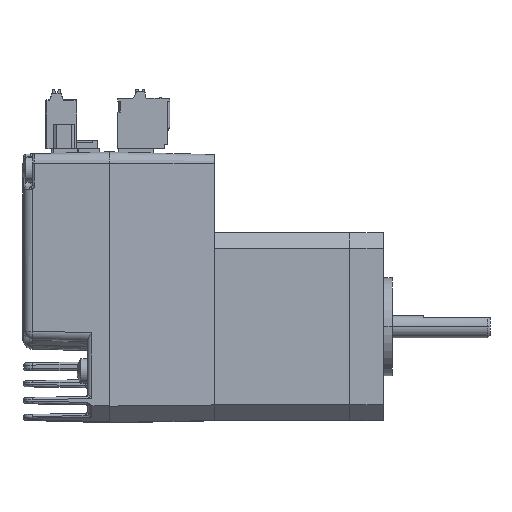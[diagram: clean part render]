
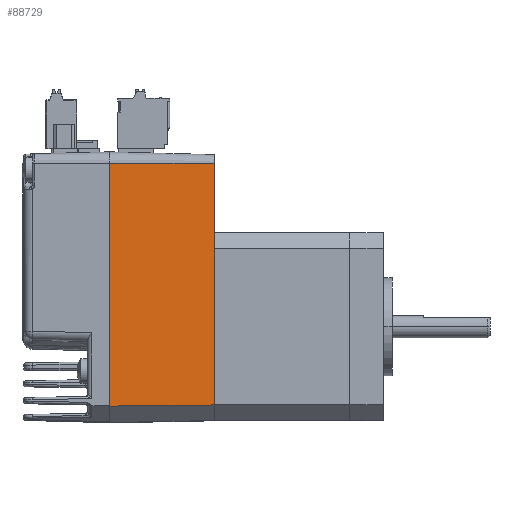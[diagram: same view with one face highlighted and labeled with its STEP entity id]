
A CAD part, top view. The second image highlights one B-rep face of the part: STEP entity #88729.
In plain terms, the highlighted face is planar.
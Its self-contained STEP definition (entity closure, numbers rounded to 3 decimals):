
#9476 = ORIENTED_EDGE ( 'NONE', *, *, #43398, .F. ) ;
#9852 = DIRECTION ( 'NONE',  ( 1., 0., 0. ) ) ;
#12847 = VECTOR ( 'NONE', #131388, 1000. ) ;
#19623 = CARTESIAN_POINT ( 'NONE',  ( -17.65, 0., 21.15 ) ) ;
#30972 = VECTOR ( 'NONE', #117890, 1000. ) ;
#31675 = LINE ( 'NONE', #19623, #62709 ) ;
#33307 = VERTEX_POINT ( 'NONE', #37690 ) ;
#34777 = EDGE_CURVE ( 'NONE', #120402, #95369, #31675, .T. ) ;
#37690 = CARTESIAN_POINT ( 'NONE',  ( 36.75, 23.5, 21.765 ) ) ;
#41742 = CARTESIAN_POINT ( 'NONE',  ( -17.65, 23.5, 21.765 ) ) ;
#43398 = EDGE_CURVE ( 'NONE', #141938, #33307, #55498, .T. ) ;
#46203 = AXIS2_PLACEMENT_3D ( 'NONE', #52085, #74715, #107507 ) ;
#49171 = ORIENTED_EDGE ( 'NONE', *, *, #34777, .T. ) ;
#49910 = CARTESIAN_POINT ( 'NONE',  ( 36.75, 0., 21.15 ) ) ;
#51549 = DIRECTION ( 'NONE',  ( 1., 0., 0. ) ) ;
#52085 = CARTESIAN_POINT ( 'NONE',  ( -17.65, 0., 21.15 ) ) ;
#55498 = LINE ( 'NONE', #41742, #108935 ) ;
#56906 = EDGE_LOOP ( 'NONE', ( #9476, #100173, #49171, #132758 ) ) ;
#62709 = VECTOR ( 'NONE', #51549, 1000. ) ;
#67258 = EDGE_CURVE ( 'NONE', #141938, #120402, #130197, .T. ) ;
#72133 = CARTESIAN_POINT ( 'NONE',  ( 36.75, 0., 21.15 ) ) ;
#73618 = EDGE_CURVE ( 'NONE', #33307, #95369, #75845, .T. ) ;
#74715 = DIRECTION ( 'NONE',  ( 0., -0.026, 1. ) ) ;
#75527 = CARTESIAN_POINT ( 'NONE',  ( -17.65, 0., 21.15 ) ) ;
#75845 = LINE ( 'NONE', #72133, #30972 ) ;
#81273 = CARTESIAN_POINT ( 'NONE',  ( -17.65, 0., 21.15 ) ) ;
#86286 = PLANE ( 'NONE',  #46203 ) ;
#88729 = ADVANCED_FACE ( 'NONE', ( #120835 ), #86286, .T. ) ;
#90892 = CARTESIAN_POINT ( 'NONE',  ( -17.905, 23.5, 21.765 ) ) ;
#95369 = VERTEX_POINT ( 'NONE', #49910 ) ;
#100173 = ORIENTED_EDGE ( 'NONE', *, *, #67258, .T. ) ;
#107507 = DIRECTION ( 'NONE',  ( 0., -1., -0.026 ) ) ;
#108935 = VECTOR ( 'NONE', #9852, 1000. ) ;
#117890 = DIRECTION ( 'NONE',  ( 0., -1., -0.026 ) ) ;
#120402 = VERTEX_POINT ( 'NONE', #81273 ) ;
#120835 = FACE_OUTER_BOUND ( 'NONE', #56906, .T. ) ;
#130197 = LINE ( 'NONE', #75527, #12847 ) ;
#131388 = DIRECTION ( 'NONE',  ( 0.011, -1., -0.026 ) ) ;
#132758 = ORIENTED_EDGE ( 'NONE', *, *, #73618, .F. ) ;
#141938 = VERTEX_POINT ( 'NONE', #90892 ) ;
